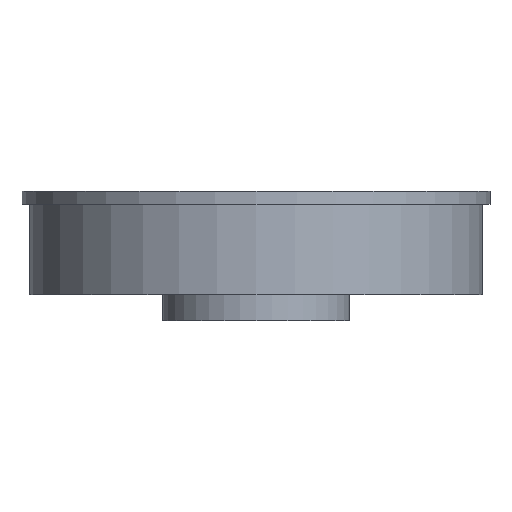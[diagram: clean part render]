
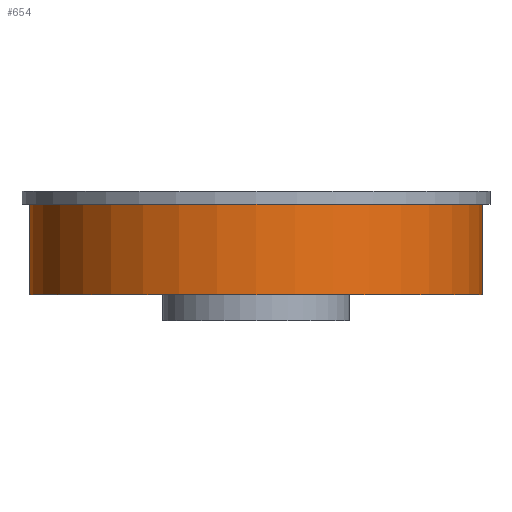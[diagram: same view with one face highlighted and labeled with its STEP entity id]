
A CAD part, front view. The second image highlights one B-rep face of the part: STEP entity #654.
In plain terms, the highlighted cylindrical face has radius 8.7 mm (diameter 17.4 mm), a partial arc.
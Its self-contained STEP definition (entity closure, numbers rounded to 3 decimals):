
#33 = CARTESIAN_POINT ( 'NONE',  ( -8.7, 0., -0.5 ) ) ;
#41 = EDGE_CURVE ( 'NONE', #232, #363, #755, .T. ) ;
#51 = CARTESIAN_POINT ( 'NONE',  ( 0., 0., -0.5 ) ) ;
#55 = AXIS2_PLACEMENT_3D ( 'NONE', #418, #141, #211 ) ;
#56 = DIRECTION ( 'NONE',  ( 0., 0., 1. ) ) ;
#127 = ORIENTED_EDGE ( 'NONE', *, *, #41, .F. ) ;
#141 = DIRECTION ( 'NONE',  ( 0., 0., 1. ) ) ;
#145 = DIRECTION ( 'NONE',  ( 1., 0., 0. ) ) ;
#162 = CARTESIAN_POINT ( 'NONE',  ( 8.7, 0., -0.5 ) ) ;
#207 = EDGE_CURVE ( 'NONE', #232, #702, #517, .T. ) ;
#211 = DIRECTION ( 'NONE',  ( 1., 0., 0. ) ) ;
#222 = DIRECTION ( 'NONE',  ( 0., 0., 1. ) ) ;
#228 = FACE_OUTER_BOUND ( 'NONE', #622, .T. ) ;
#232 = VERTEX_POINT ( 'NONE', #564 ) ;
#238 = CIRCLE ( 'NONE', #492, 8.7 ) ;
#333 = CARTESIAN_POINT ( 'NONE',  ( -8.7, 0., 59.838 ) ) ;
#363 = VERTEX_POINT ( 'NONE', #33 ) ;
#410 = EDGE_CURVE ( 'NONE', #702, #809, #744, .T. ) ;
#417 = ORIENTED_EDGE ( 'NONE', *, *, #207, .T. ) ;
#418 = CARTESIAN_POINT ( 'NONE',  ( 0., 0., -4. ) ) ;
#454 = ORIENTED_EDGE ( 'NONE', *, *, #410, .T. ) ;
#464 = DIRECTION ( 'NONE',  ( 0., 0., 1. ) ) ;
#469 = EDGE_CURVE ( 'NONE', #363, #809, #238, .T. ) ;
#492 = AXIS2_PLACEMENT_3D ( 'NONE', #51, #679, #675 ) ;
#517 = CIRCLE ( 'NONE', #55, 8.7 ) ;
#564 = CARTESIAN_POINT ( 'NONE',  ( -8.7, 0., -4. ) ) ;
#598 = AXIS2_PLACEMENT_3D ( 'NONE', #639, #222, #145 ) ;
#607 = CARTESIAN_POINT ( 'NONE',  ( 8.7, 0., 59.838 ) ) ;
#622 = EDGE_LOOP ( 'NONE', ( #127, #417, #454, #649 ) ) ;
#633 = VECTOR ( 'NONE', #56, 1000. ) ;
#639 = CARTESIAN_POINT ( 'NONE',  ( 0., 0., 59.838 ) ) ;
#649 = ORIENTED_EDGE ( 'NONE', *, *, #469, .F. ) ;
#654 = ADVANCED_FACE ( 'NONE', ( #228 ), #796, .T. ) ;
#675 = DIRECTION ( 'NONE',  ( 1., 0., 0. ) ) ;
#679 = DIRECTION ( 'NONE',  ( 0., 0., 1. ) ) ;
#698 = CARTESIAN_POINT ( 'NONE',  ( 8.7, 0., -4. ) ) ;
#702 = VERTEX_POINT ( 'NONE', #698 ) ;
#744 = LINE ( 'NONE', #607, #882 ) ;
#755 = LINE ( 'NONE', #333, #633 ) ;
#796 = CYLINDRICAL_SURFACE ( 'NONE', #598, 8.7 ) ;
#809 = VERTEX_POINT ( 'NONE', #162 ) ;
#882 = VECTOR ( 'NONE', #464, 1000. ) ;
